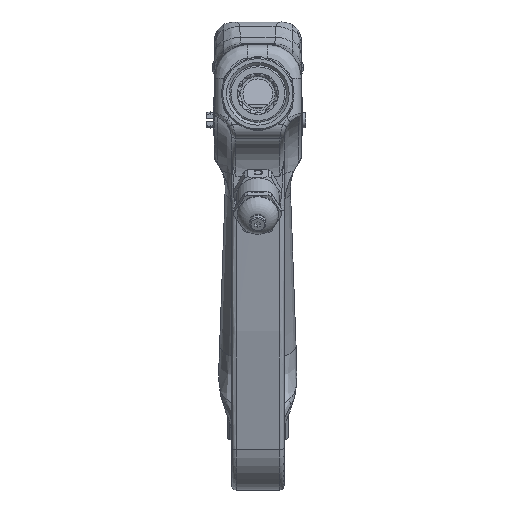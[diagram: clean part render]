
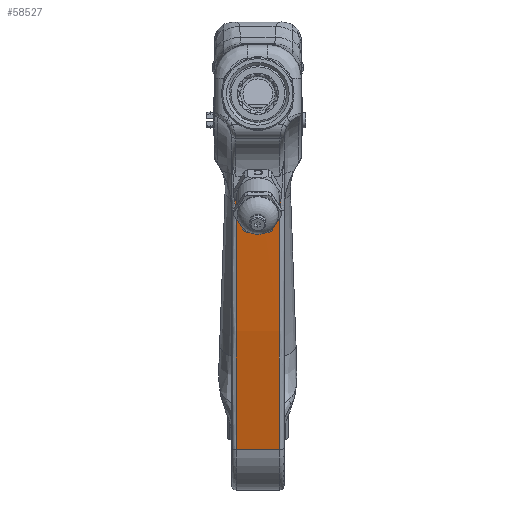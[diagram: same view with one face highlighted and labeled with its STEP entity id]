
A CAD part, front view. The second image highlights one B-rep face of the part: STEP entity #58527.
In plain terms, the highlighted cylindrical face has radius 945.979 mm (diameter 1891.96 mm), a partial arc.
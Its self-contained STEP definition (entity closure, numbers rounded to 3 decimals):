
#738=ELLIPSE('',#61163,1092.323,945.979);
#743=ELLIPSE('',#61190,1092.323,945.979);
#947=CYLINDRICAL_SURFACE('',#61211,945.979);
#2041=LINE('',#76518,#5278);
#2063=LINE('',#76871,#5300);
#5278=VECTOR('',#64537,1000.);
#5300=VECTOR('',#64659,1000.);
#11592=ORIENTED_EDGE('',*,*,#23141,.T.);
#11593=ORIENTED_EDGE('',*,*,#23091,.T.);
#11594=ORIENTED_EDGE('',*,*,#23168,.T.);
#11595=ORIENTED_EDGE('',*,*,#23169,.T.);
#11596=ORIENTED_EDGE('',*,*,#23170,.T.);
#11597=ORIENTED_EDGE('',*,*,#23171,.T.);
#11598=ORIENTED_EDGE('',*,*,#23172,.F.);
#11599=ORIENTED_EDGE('',*,*,#23173,.F.);
#11600=ORIENTED_EDGE('',*,*,#23174,.F.);
#11601=ORIENTED_EDGE('',*,*,#23132,.T.);
#11602=ORIENTED_EDGE('',*,*,#23140,.T.);
#11603=ORIENTED_EDGE('',*,*,#23087,.T.);
#23087=EDGE_CURVE('',#29002,#29003,#2041,.F.);
#23091=EDGE_CURVE('',#29007,#29006,#738,.F.);
#23132=EDGE_CURVE('',#29035,#29036,#743,.F.);
#23140=EDGE_CURVE('',#29036,#29002,#32910,.T.);
#23141=EDGE_CURVE('',#29003,#29007,#32911,.T.);
#23168=EDGE_CURVE('',#29006,#29067,#32936,.T.);
#23169=EDGE_CURVE('',#29067,#29068,#32937,.T.);
#23170=EDGE_CURVE('',#29068,#29069,#32938,.T.);
#23171=EDGE_CURVE('',#29069,#29070,#2063,.T.);
#23172=EDGE_CURVE('',#29071,#29070,#32939,.T.);
#23173=EDGE_CURVE('',#29072,#29071,#32940,.T.);
#23174=EDGE_CURVE('',#29035,#29072,#32941,.T.);
#29002=VERTEX_POINT('',#76519);
#29003=VERTEX_POINT('',#76520);
#29006=VERTEX_POINT('',#76533);
#29007=VERTEX_POINT('',#76535);
#29035=VERTEX_POINT('',#76645);
#29036=VERTEX_POINT('',#76646);
#29067=VERTEX_POINT('',#76860);
#29068=VERTEX_POINT('',#76865);
#29069=VERTEX_POINT('',#76870);
#29070=VERTEX_POINT('',#76872);
#29071=VERTEX_POINT('',#76877);
#29072=VERTEX_POINT('',#76882);
#32910=B_SPLINE_CURVE_WITH_KNOTS('',3,(#76673,#76674,#76675,#76676),
 .UNSPECIFIED.,.F.,.F.,(4,4),(0.008,0.012),
 .UNSPECIFIED.);
#32911=B_SPLINE_CURVE_WITH_KNOTS('',3,(#76677,#76678,#76679,#76680),
 .UNSPECIFIED.,.F.,.F.,(4,4),(0.016,0.021),
 .UNSPECIFIED.);
#32936=B_SPLINE_CURVE_WITH_KNOTS('',3,(#76844,#76845,#76846,#76847,#76848,
#76849,#76850,#76851,#76852,#76853,#76854,#76855,#76856,#76857,#76858,#76859),
 .UNSPECIFIED.,.F.,.F.,(4,1,1,1,1,1,1,1,1,1,1,1,1,4),(0.559,
0.669,0.697,0.724,0.738,
0.752,0.766,0.779,0.835,
0.862,0.89,0.917,0.945,
1.),.UNSPECIFIED.);
#32937=B_SPLINE_CURVE_WITH_KNOTS('',3,(#76861,#76862,#76863,#76864),
 .UNSPECIFIED.,.F.,.F.,(4,4),(0.133,0.133),
 .UNSPECIFIED.);
#32938=B_SPLINE_CURVE_WITH_KNOTS('',3,(#76866,#76867,#76868,#76869),
 .UNSPECIFIED.,.F.,.F.,(4,4),(0.015,0.123),
 .UNSPECIFIED.);
#32939=B_SPLINE_CURVE_WITH_KNOTS('',3,(#76873,#76874,#76875,#76876),
 .UNSPECIFIED.,.F.,.F.,(4,4),(0.015,0.123),
 .UNSPECIFIED.);
#32940=B_SPLINE_CURVE_WITH_KNOTS('',3,(#76878,#76879,#76880,#76881),
 .UNSPECIFIED.,.F.,.F.,(4,4),(0.133,0.133),
 .UNSPECIFIED.);
#32941=B_SPLINE_CURVE_WITH_KNOTS('',3,(#76883,#76884,#76885,#76886,#76887,
#76888,#76889,#76890,#76891,#76892,#76893,#76894,#76895,#76896,#76897,#76898),
 .UNSPECIFIED.,.F.,.F.,(4,1,1,1,1,1,1,1,1,1,1,1,1,4),(0.559,
0.669,0.697,0.724,0.738,
0.752,0.766,0.779,0.835,
0.862,0.89,0.917,0.945,
1.),.UNSPECIFIED.);
#35394=EDGE_LOOP('',(#11592,#11593,#11594,#11595,#11596,#11597,#11598,#11599,
#11600,#11601,#11602,#11603));
#38308=FACE_BOUND('',#35394,.T.);
#58527=ADVANCED_FACE('',(#38308),#947,.T.);
#61163=AXIS2_PLACEMENT_3D('',#76534,#64541,#64542);
#61190=AXIS2_PLACEMENT_3D('',#76644,#64614,#64615);
#61211=AXIS2_PLACEMENT_3D('',#76843,#64657,#64658);
#64537=DIRECTION('',(1.,0.,0.));
#64541=DIRECTION('',(0.866,-0.25,0.433));
#64542=DIRECTION('',(0.5,0.433,-0.75));
#64614=DIRECTION('',(-0.866,-0.25,0.433));
#64615=DIRECTION('',(0.5,-0.433,0.75));
#64657=DIRECTION('',(1.,0.,0.));
#64658=DIRECTION('',(0.,0.,1.));
#64659=DIRECTION('',(1.,0.,0.));
#76518=CARTESIAN_POINT('',(-19.,-5.972,-53.096));
#76519=CARTESIAN_POINT('',(2.157,-5.972,-53.096));
#76520=CARTESIAN_POINT('',(-2.157,-5.972,-53.096));
#76533=CARTESIAN_POINT('',(-10.411,-7.577,-44.17));
#76534=CARTESIAN_POINT('',(177.119,924.264,118.77));
#76535=CARTESIAN_POINT('',(-6.106,-6.179,-51.973));
#76644=CARTESIAN_POINT('',(-177.119,924.264,118.77));
#76645=CARTESIAN_POINT('',(10.411,-7.577,-44.17));
#76646=CARTESIAN_POINT('',(6.106,-6.179,-51.973));
#76673=CARTESIAN_POINT('',(6.106,-6.179,-51.973));
#76674=CARTESIAN_POINT('',(4.843,-6.08,-52.515));
#76675=CARTESIAN_POINT('',(3.529,-6.009,-52.896));
#76676=CARTESIAN_POINT('',(2.157,-5.972,-53.096));
#76677=CARTESIAN_POINT('',(-2.157,-5.972,-53.096));
#76678=CARTESIAN_POINT('',(-3.513,-6.009,-52.898));
#76679=CARTESIAN_POINT('',(-4.851,-6.08,-52.512));
#76680=CARTESIAN_POINT('',(-6.106,-6.179,-51.973));
#76843=CARTESIAN_POINT('',(-19.,924.264,118.77));
#76844=CARTESIAN_POINT('',(-10.411,-7.577,-44.17));
#76845=CARTESIAN_POINT('',(-10.361,-7.485,-44.7));
#76846=CARTESIAN_POINT('',(-10.292,-7.36,-45.41));
#76847=CARTESIAN_POINT('',(-10.197,-7.197,-46.331));
#76848=CARTESIAN_POINT('',(-10.156,-7.126,-46.728));
#76849=CARTESIAN_POINT('',(-10.122,-7.069,-47.049));
#76850=CARTESIAN_POINT('',(-10.094,-7.024,-47.305));
#76851=CARTESIAN_POINT('',(-10.079,-6.997,-47.453));
#76852=CARTESIAN_POINT('',(-10.038,-6.93,-47.828));
#76853=CARTESIAN_POINT('',(-9.987,-6.845,-48.304));
#76854=CARTESIAN_POINT('',(-9.919,-6.734,-48.919));
#76855=CARTESIAN_POINT('',(-9.86,-6.637,-49.458));
#76856=CARTESIAN_POINT('',(-9.814,-6.561,-49.878));
#76857=CARTESIAN_POINT('',(-9.75,-6.456,-50.456));
#76858=CARTESIAN_POINT('',(-9.703,-6.378,-50.886));
#76859=CARTESIAN_POINT('',(-9.671,-6.326,-51.173));
#76860=CARTESIAN_POINT('',(-9.671,-6.326,-51.173));
#76861=CARTESIAN_POINT('',(-9.671,-6.326,-51.173));
#76862=CARTESIAN_POINT('',(-9.614,-6.326,-51.173));
#76863=CARTESIAN_POINT('',(-9.557,-6.326,-51.173));
#76864=CARTESIAN_POINT('',(-9.5,-6.326,-51.173));
#76865=CARTESIAN_POINT('',(-9.5,-6.326,-51.173));
#76866=CARTESIAN_POINT('',(-9.5,-6.326,-51.173));
#76867=CARTESIAN_POINT('',(-9.5,0.143,-86.597));
#76868=CARTESIAN_POINT('',(-9.5,8.611,-121.554));
#76869=CARTESIAN_POINT('',(-9.5,19.081,-156.043));
#76870=CARTESIAN_POINT('',(-9.5,19.081,-156.043));
#76871=CARTESIAN_POINT('',(-19.,19.081,-156.043));
#76872=CARTESIAN_POINT('',(9.5,19.081,-156.043));
#76873=CARTESIAN_POINT('',(9.5,-6.326,-51.173));
#76874=CARTESIAN_POINT('',(9.5,0.143,-86.597));
#76875=CARTESIAN_POINT('',(9.5,8.611,-121.554));
#76876=CARTESIAN_POINT('',(9.5,19.081,-156.043));
#76877=CARTESIAN_POINT('',(9.5,-6.326,-51.173));
#76878=CARTESIAN_POINT('',(9.671,-6.326,-51.173));
#76879=CARTESIAN_POINT('',(9.614,-6.326,-51.173));
#76880=CARTESIAN_POINT('',(9.557,-6.326,-51.173));
#76881=CARTESIAN_POINT('',(9.5,-6.326,-51.173));
#76882=CARTESIAN_POINT('',(9.671,-6.326,-51.173));
#76883=CARTESIAN_POINT('',(10.411,-7.577,-44.17));
#76884=CARTESIAN_POINT('',(10.361,-7.485,-44.7));
#76885=CARTESIAN_POINT('',(10.292,-7.36,-45.41));
#76886=CARTESIAN_POINT('',(10.197,-7.197,-46.331));
#76887=CARTESIAN_POINT('',(10.156,-7.126,-46.728));
#76888=CARTESIAN_POINT('',(10.122,-7.069,-47.049));
#76889=CARTESIAN_POINT('',(10.094,-7.024,-47.305));
#76890=CARTESIAN_POINT('',(10.079,-6.997,-47.453));
#76891=CARTESIAN_POINT('',(10.038,-6.93,-47.828));
#76892=CARTESIAN_POINT('',(9.987,-6.845,-48.304));
#76893=CARTESIAN_POINT('',(9.919,-6.734,-48.919));
#76894=CARTESIAN_POINT('',(9.86,-6.637,-49.458));
#76895=CARTESIAN_POINT('',(9.814,-6.561,-49.878));
#76896=CARTESIAN_POINT('',(9.75,-6.456,-50.456));
#76897=CARTESIAN_POINT('',(9.703,-6.378,-50.886));
#76898=CARTESIAN_POINT('',(9.671,-6.326,-51.173));
